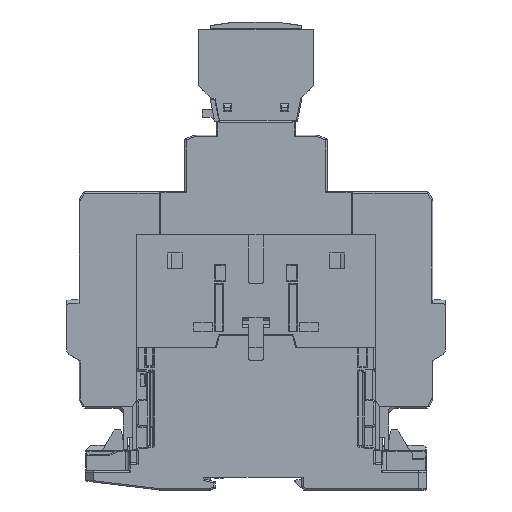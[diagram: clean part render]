
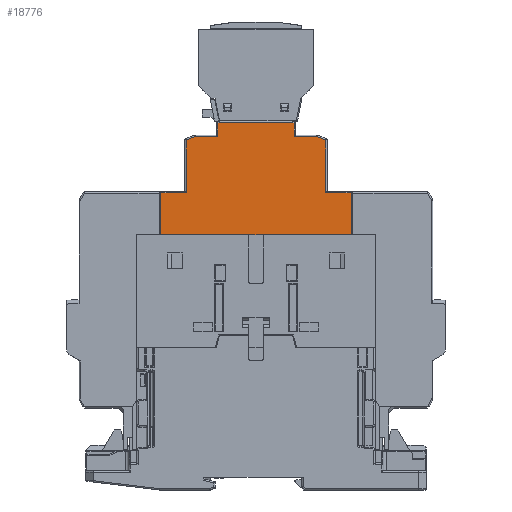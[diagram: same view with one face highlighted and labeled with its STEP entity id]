
A CAD part, left-side view. The second image highlights one B-rep face of the part: STEP entity #18776.
In plain terms, the highlighted planar face has unit normal (-1, 0, 0).
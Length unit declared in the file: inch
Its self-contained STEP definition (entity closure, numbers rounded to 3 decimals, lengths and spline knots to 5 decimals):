
#1321 = VECTOR ( 'NONE', #197202, 39.37008 ) ;
#1374 = EDGE_CURVE ( 'NONE', #114398, #9390, #229126, .T. ) ;
#2911 = CARTESIAN_POINT ( 'NONE',  ( -1.601, 0.5748, 3.24817 ) ) ;
#6772 = EDGE_CURVE ( 'NONE', #78734, #16795, #184075, .T. ) ;
#7501 = EDGE_CURVE ( 'NONE', #163238, #227417, #84873, .T. ) ;
#9390 = VERTEX_POINT ( 'NONE', #153196 ) ;
#9891 = DIRECTION ( 'NONE',  ( 0., 0., -1. ) ) ;
#10659 = VECTOR ( 'NONE', #49533, 39.37008 ) ;
#11284 = VERTEX_POINT ( 'NONE', #11515 ) ;
#11447 = EDGE_CURVE ( 'NONE', #136908, #11284, #120962, .T. ) ;
#11515 = CARTESIAN_POINT ( 'NONE',  ( -1.601, 0.93738, 3.03163 ) ) ;
#15051 = VERTEX_POINT ( 'NONE', #61997 ) ;
#15236 = VECTOR ( 'NONE', #134857, 39.37008 ) ;
#16795 = VERTEX_POINT ( 'NONE', #150638 ) ;
#18355 = CARTESIAN_POINT ( 'NONE',  ( -1.601, -1.07874, 2.99226 ) ) ;
#18776 = ADVANCED_FACE ( 'NONE', ( #219545 ), #57262, .T. ) ;
#20448 = VECTOR ( 'NONE', #155041, 39.37008 ) ;
#21322 = CARTESIAN_POINT ( 'NONE',  ( -1.601, -0.58661, 3.03163 ) ) ;
#21952 = DIRECTION ( 'NONE',  ( -1., 0., 0. ) ) ;
#23949 = VECTOR ( 'NONE', #9891, 39.37008 ) ;
#29027 = CARTESIAN_POINT ( 'NONE',  ( -1.601, -0.56665, 3.24817 ) ) ;
#29359 = VECTOR ( 'NONE', #89996, 39.37008 ) ;
#29953 = CARTESIAN_POINT ( 'NONE',  ( -1.601, 1.46457, 2.16352 ) ) ;
#30820 = VECTOR ( 'NONE', #84463, 39.37008 ) ;
#33578 = DIRECTION ( 'NONE',  ( 0., 0.707, -0.707 ) ) ;
#35885 = LINE ( 'NONE', #198192, #136055 ) ;
#36981 = LINE ( 'NONE', #197012, #29359 ) ;
#39616 = CARTESIAN_POINT ( 'NONE',  ( -1.601, 0., 2.74128 ) ) ;
#41413 = EDGE_CURVE ( 'NONE', #163620, #15051, #226290, .T. ) ;
#45497 = DIRECTION ( 'NONE',  ( 0., 0., 1. ) ) ;
#49533 = DIRECTION ( 'NONE',  ( 0., 0., -1. ) ) ;
#50856 = EDGE_CURVE ( 'NONE', #57264, #175279, #200032, .T. ) ;
#51387 = ORIENTED_EDGE ( 'NONE', *, *, #79564, .T. ) ;
#53706 = DIRECTION ( 'NONE',  ( 0., 1., 0. ) ) ;
#57046 = DIRECTION ( 'NONE',  ( 0., 1., 0. ) ) ;
#57262 = PLANE ( 'NONE',  #211746 ) ;
#57264 = VERTEX_POINT ( 'NONE', #95940 ) ;
#59051 = VERTEX_POINT ( 'NONE', #21322 ) ;
#59671 = LINE ( 'NONE', #133757, #170210 ) ;
#61997 = CARTESIAN_POINT ( 'NONE',  ( -1.601, 1.46457, 1.51391 ) ) ;
#62004 = VERTEX_POINT ( 'NONE', #62926 ) ;
#62317 = CARTESIAN_POINT ( 'NONE',  ( -1.601, -0.21103, 3.30401 ) ) ;
#62336 = CARTESIAN_POINT ( 'NONE',  ( -1.601, -0.58661, 3.2282 ) ) ;
#62926 = CARTESIAN_POINT ( 'NONE',  ( -1.601, 0.58661, 3.2282 ) ) ;
#63716 = EDGE_CURVE ( 'NONE', #16795, #62004, #35885, .T. ) ;
#67211 = CARTESIAN_POINT ( 'NONE',  ( -1.601, 1.07874, 2.18321 ) ) ;
#67607 = VERTEX_POINT ( 'NONE', #156322 ) ;
#74847 = CARTESIAN_POINT ( 'NONE',  ( -1.601, 1.07874, 2.16352 ) ) ;
#76087 = DIRECTION ( 'NONE',  ( 0., 1., 0. ) ) ;
#78734 = VERTEX_POINT ( 'NONE', #29027 ) ;
#79564 = EDGE_CURVE ( 'NONE', #62004, #136908, #151706, .T. ) ;
#80766 = CARTESIAN_POINT ( 'NONE',  ( -1.601, -1.56299, 1.51391 ) ) ;
#83335 = CARTESIAN_POINT ( 'NONE',  ( -1.601, -1.46457, 2.18321 ) ) ;
#83357 = EDGE_CURVE ( 'NONE', #67607, #57264, #125471, .T. ) ;
#84463 = DIRECTION ( 'NONE',  ( 0., 1., 0. ) ) ;
#84641 = CARTESIAN_POINT ( 'NONE',  ( -1.601, 0.58661, 3.05132 ) ) ;
#84873 = LINE ( 'NONE', #67211, #10659 ) ;
#89996 = DIRECTION ( 'NONE',  ( 0., 0.707, 0.707 ) ) ;
#90243 = DIRECTION ( 'NONE',  ( 0., 1., 0. ) ) ;
#92533 = ORIENTED_EDGE ( 'NONE', *, *, #228410, .T. ) ;
#95940 = CARTESIAN_POINT ( 'NONE',  ( -1.601, -1.07874, 2.97862 ) ) ;
#97002 = VECTOR ( 'NONE', #57046, 39.37008 ) ;
#104808 = ORIENTED_EDGE ( 'NONE', *, *, #161279, .T. ) ;
#106147 = LINE ( 'NONE', #124950, #167002 ) ;
#107296 = CARTESIAN_POINT ( 'NONE',  ( -1.601, 0.58661, 3.03163 ) ) ;
#107895 = CARTESIAN_POINT ( 'NONE',  ( -1.601, -0.6063, 3.03163 ) ) ;
#113003 = DIRECTION ( 'NONE',  ( 0., 0.936, 0.351 ) ) ;
#114398 = VERTEX_POINT ( 'NONE', #172607 ) ;
#115545 = EDGE_LOOP ( 'NONE', ( #104808, #174795, #192499, #133646, #182617, #169450, #131660, #92533, #223614, #174250, #119140, #166759, #51387, #206494, #170290, #162325 ) ) ;
#119140 = ORIENTED_EDGE ( 'NONE', *, *, #6772, .T. ) ;
#120395 = EDGE_CURVE ( 'NONE', #9390, #67607, #163055, .T. ) ;
#120962 = LINE ( 'NONE', #174990, #30820 ) ;
#121012 = VECTOR ( 'NONE', #215623, 39.37008 ) ;
#124950 = CARTESIAN_POINT ( 'NONE',  ( -1.601, 0., 2.16352 ) ) ;
#125471 = LINE ( 'NONE', #18355, #1321 ) ;
#131660 = ORIENTED_EDGE ( 'NONE', *, *, #50856, .T. ) ;
#133646 = ORIENTED_EDGE ( 'NONE', *, *, #1374, .T. ) ;
#133757 = CARTESIAN_POINT ( 'NONE',  ( -1.601, -0.58661, 3.23636 ) ) ;
#134857 = DIRECTION ( 'NONE',  ( 0., 1., 0. ) ) ;
#135194 = VECTOR ( 'NONE', #223462, 39.37008 ) ;
#136055 = VECTOR ( 'NONE', #33578, 39.37008 ) ;
#136908 = VERTEX_POINT ( 'NONE', #107296 ) ;
#140441 = CARTESIAN_POINT ( 'NONE',  ( -1.601, 0.21103, 3.30401 ) ) ;
#143680 = EDGE_CURVE ( 'NONE', #59051, #158526, #59671, .T. ) ;
#148744 = VECTOR ( 'NONE', #90243, 39.37008 ) ;
#150638 = CARTESIAN_POINT ( 'NONE',  ( -1.601, 0.56665, 3.24817 ) ) ;
#151706 = LINE ( 'NONE', #84641, #135194 ) ;
#153196 = CARTESIAN_POINT ( 'NONE',  ( -1.601, -1.46457, 2.16352 ) ) ;
#155041 = DIRECTION ( 'NONE',  ( 0., 0., 1. ) ) ;
#156054 = CARTESIAN_POINT ( 'NONE',  ( -1.601, 1.07874, 2.97862 ) ) ;
#156322 = CARTESIAN_POINT ( 'NONE',  ( -1.601, -1.07874, 2.16352 ) ) ;
#158526 = VERTEX_POINT ( 'NONE', #62336 ) ;
#161279 = EDGE_CURVE ( 'NONE', #227417, #163620, #106147, .T. ) ;
#162325 = ORIENTED_EDGE ( 'NONE', *, *, #7501, .T. ) ;
#163055 = LINE ( 'NONE', #231342, #208839 ) ;
#163238 = VERTEX_POINT ( 'NONE', #156054 ) ;
#163620 = VERTEX_POINT ( 'NONE', #29953 ) ;
#166759 = ORIENTED_EDGE ( 'NONE', *, *, #63716, .T. ) ;
#167002 = VECTOR ( 'NONE', #182501, 39.37008 ) ;
#169450 = ORIENTED_EDGE ( 'NONE', *, *, #83357, .T. ) ;
#170210 = VECTOR ( 'NONE', #45497, 39.37008 ) ;
#170290 = ORIENTED_EDGE ( 'NONE', *, *, #174520, .T. ) ;
#172607 = CARTESIAN_POINT ( 'NONE',  ( -1.601, -1.46457, 1.51391 ) ) ;
#174250 = ORIENTED_EDGE ( 'NONE', *, *, #218685, .T. ) ;
#174520 = EDGE_CURVE ( 'NONE', #11284, #163238, #213306, .T. ) ;
#174795 = ORIENTED_EDGE ( 'NONE', *, *, #41413, .T. ) ;
#174990 = CARTESIAN_POINT ( 'NONE',  ( -1.601, 0., 3.03163 ) ) ;
#175279 = VERTEX_POINT ( 'NONE', #195130 ) ;
#182501 = DIRECTION ( 'NONE',  ( 0., 1., 0. ) ) ;
#182617 = ORIENTED_EDGE ( 'NONE', *, *, #120395, .T. ) ;
#184075 = LINE ( 'NONE', #2911, #97002 ) ;
#188967 = LINE ( 'NONE', #80766, #15236 ) ;
#192499 = ORIENTED_EDGE ( 'NONE', *, *, #198869, .F. ) ;
#194933 = LINE ( 'NONE', #107895, #148744 ) ;
#195130 = CARTESIAN_POINT ( 'NONE',  ( -1.601, -0.93738, 3.03163 ) ) ;
#197012 = CARTESIAN_POINT ( 'NONE',  ( -1.601, -0.53677, 3.27805 ) ) ;
#197202 = DIRECTION ( 'NONE',  ( 0., 0., 1. ) ) ;
#198192 = CARTESIAN_POINT ( 'NONE',  ( -1.601, 0.53677, 3.27805 ) ) ;
#198869 = EDGE_CURVE ( 'NONE', #114398, #15051, #188967, .T. ) ;
#200032 = LINE ( 'NONE', #62317, #224894 ) ;
#206494 = ORIENTED_EDGE ( 'NONE', *, *, #11447, .T. ) ;
#207506 = CARTESIAN_POINT ( 'NONE',  ( -1.601, 1.46457, 1.51391 ) ) ;
#208839 = VECTOR ( 'NONE', #53706, 39.37008 ) ;
#211746 = AXIS2_PLACEMENT_3D ( 'NONE', #39616, #21952, #76087 ) ;
#213306 = LINE ( 'NONE', #140441, #121012 ) ;
#215623 = DIRECTION ( 'NONE',  ( 0., 0.936, -0.351 ) ) ;
#218685 = EDGE_CURVE ( 'NONE', #158526, #78734, #36981, .T. ) ;
#219545 = FACE_OUTER_BOUND ( 'NONE', #115545, .T. ) ;
#223462 = DIRECTION ( 'NONE',  ( 0., 0., -1. ) ) ;
#223614 = ORIENTED_EDGE ( 'NONE', *, *, #143680, .T. ) ;
#224894 = VECTOR ( 'NONE', #113003, 39.37008 ) ;
#226290 = LINE ( 'NONE', #207506, #23949 ) ;
#227417 = VERTEX_POINT ( 'NONE', #74847 ) ;
#228410 = EDGE_CURVE ( 'NONE', #175279, #59051, #194933, .T. ) ;
#229126 = LINE ( 'NONE', #83335, #20448 ) ;
#231342 = CARTESIAN_POINT ( 'NONE',  ( -1.601, 0., 2.16352 ) ) ;
